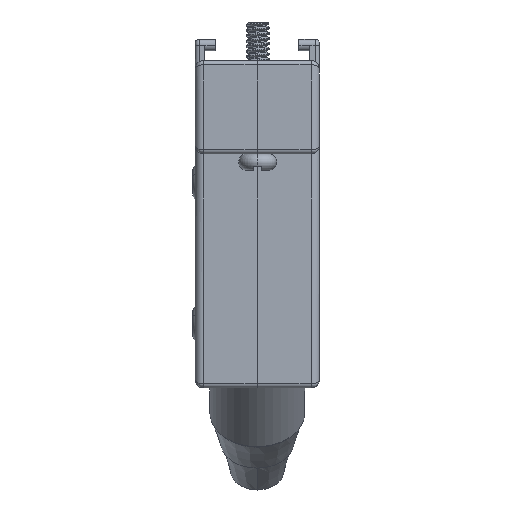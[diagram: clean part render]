
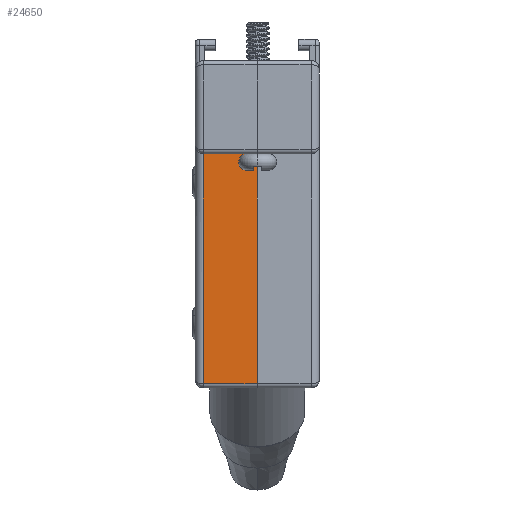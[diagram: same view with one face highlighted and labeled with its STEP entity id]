
A CAD part, left-side view. The second image highlights one B-rep face of the part: STEP entity #24650.
In plain terms, the highlighted face is planar.
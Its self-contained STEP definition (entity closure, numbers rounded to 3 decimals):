
#2011 = VERTEX_POINT ( 'NONE', #14303 ) ;
#2092 = LINE ( 'NONE', #20544, #8743 ) ;
#3766 = LINE ( 'NONE', #13949, #6164 ) ;
#3954 = EDGE_CURVE ( 'NONE', #2011, #14712, #3766, .T. ) ;
#4232 = DIRECTION ( 'NONE',  ( 0., 1., 0. ) ) ;
#4282 = PLANE ( 'NONE',  #9166 ) ;
#4459 = VERTEX_POINT ( 'NONE', #13215 ) ;
#5748 = LINE ( 'NONE', #14019, #17426 ) ;
#6164 = VECTOR ( 'NONE', #8242, 1000. ) ;
#6823 = CARTESIAN_POINT ( 'NONE',  ( 14.4, -7.55, -13.9 ) ) ;
#7548 = ORIENTED_EDGE ( 'NONE', *, *, #3954, .T. ) ;
#8242 = DIRECTION ( 'NONE',  ( 0., 1., 0. ) ) ;
#8581 = EDGE_CURVE ( 'NONE', #4459, #21895, #25383, .T. ) ;
#8687 = ORIENTED_EDGE ( 'NONE', *, *, #8581, .F. ) ;
#8743 = VECTOR ( 'NONE', #14436, 1000. ) ;
#9166 = AXIS2_PLACEMENT_3D ( 'NONE', #11292, #14470, #10663 ) ;
#9672 = DIRECTION ( 'NONE',  ( 0., 0., -1. ) ) ;
#10663 = DIRECTION ( 'NONE',  ( 0., 0., -1. ) ) ;
#11292 = CARTESIAN_POINT ( 'NONE',  ( 14.4, -7.55, -42.3 ) ) ;
#12074 = CARTESIAN_POINT ( 'NONE',  ( 14.4, 0., -13.9 ) ) ;
#13187 = EDGE_CURVE ( 'NONE', #4459, #2011, #2092, .T. ) ;
#13215 = CARTESIAN_POINT ( 'NONE',  ( 14.4, -6.55, -13.9 ) ) ;
#13485 = EDGE_CURVE ( 'NONE', #21895, #14712, #5748, .T. ) ;
#13949 = CARTESIAN_POINT ( 'NONE',  ( 14.4, -7.55, -41.8 ) ) ;
#14019 = CARTESIAN_POINT ( 'NONE',  ( 14.4, 0., -42.3 ) ) ;
#14303 = CARTESIAN_POINT ( 'NONE',  ( 14.4, -6.55, -41.8 ) ) ;
#14436 = DIRECTION ( 'NONE',  ( 0., 0., -1. ) ) ;
#14470 = DIRECTION ( 'NONE',  ( 1., 0., 0. ) ) ;
#14712 = VERTEX_POINT ( 'NONE', #24519 ) ;
#17426 = VECTOR ( 'NONE', #9672, 1000. ) ;
#18724 = ORIENTED_EDGE ( 'NONE', *, *, #13187, .T. ) ;
#18843 = VECTOR ( 'NONE', #4232, 1000. ) ;
#20544 = CARTESIAN_POINT ( 'NONE',  ( 14.4, -6.55, -42.3 ) ) ;
#20656 = ORIENTED_EDGE ( 'NONE', *, *, #13485, .F. ) ;
#21473 = FACE_OUTER_BOUND ( 'NONE', #26690, .T. ) ;
#21895 = VERTEX_POINT ( 'NONE', #12074 ) ;
#24519 = CARTESIAN_POINT ( 'NONE',  ( 14.4, 0., -41.8 ) ) ;
#24650 = ADVANCED_FACE ( 'NONE', ( #21473 ), #4282, .T. ) ;
#25383 = LINE ( 'NONE', #6823, #18843 ) ;
#26690 = EDGE_LOOP ( 'NONE', ( #18724, #7548, #20656, #8687 ) ) ;
